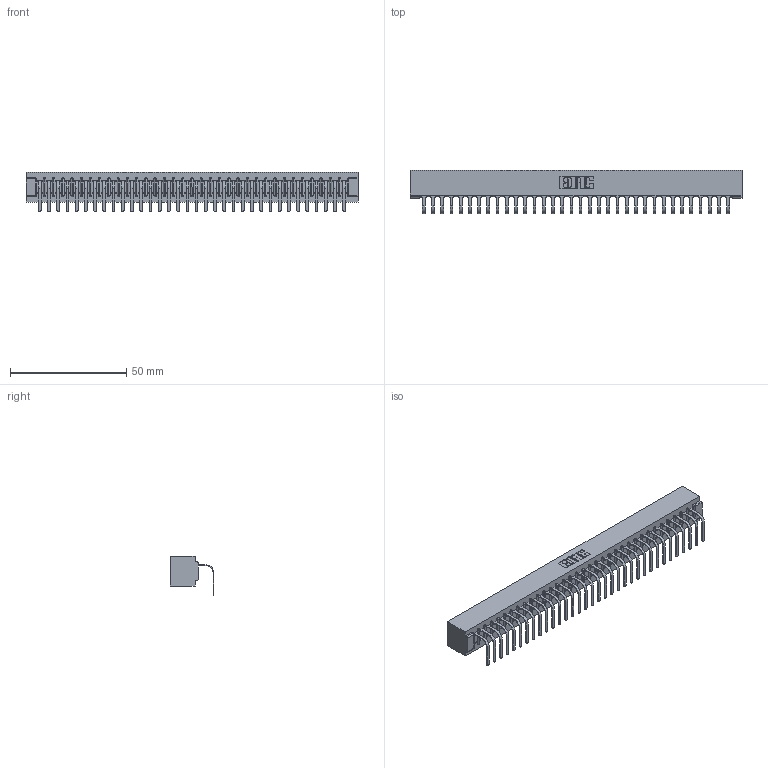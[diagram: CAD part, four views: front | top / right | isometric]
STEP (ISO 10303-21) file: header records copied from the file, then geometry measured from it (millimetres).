
FILE_DESCRIPTION (( 'STEP AP203' ), '1' );
FILE_NAME ('357-034-458-101.STEP', '2022-07-18T20:38:50', ( '' ), ( '' ), 'SwSTEP 2.0', 'SolidWorks 2020', '' );
FILE_SCHEMA (( 'CONFIG_CONTROL_DESIGN' ));
Length unit declared in the file: inch
Products named in the file (3): 357-034-458-101; 307 Part_No Mounting Lugs; 307-290-001_558 - 2 (Single)
Assembly tree (35 placements, depth 2):
  357-034-458-101
    307 Part_No Mounting Lugs
    307-290-001_558 - 2 (Single)  x34
Bounding box: 142.6 x 18.78 x 16.8 mm (x, y, z)
Volume: 15406.9 mm3; surface area: 17268.1 mm2
Topology: 35 solids, 35 shells, 2185 faces, 6215 edges, 4002 vertices
Faces by surface type: plane 1392, cylinder 723, sphere 70
Entity records: 29960 total; most frequent: CARTESIAN_POINT 5044, ORIENTED_EDGE 5030, DIRECTION 4909, EDGE_CURVE 2515, VECTOR 1927, LINE 1927, VERTEX_POINT 1626, AXIS2_PLACEMENT_3D 1491
